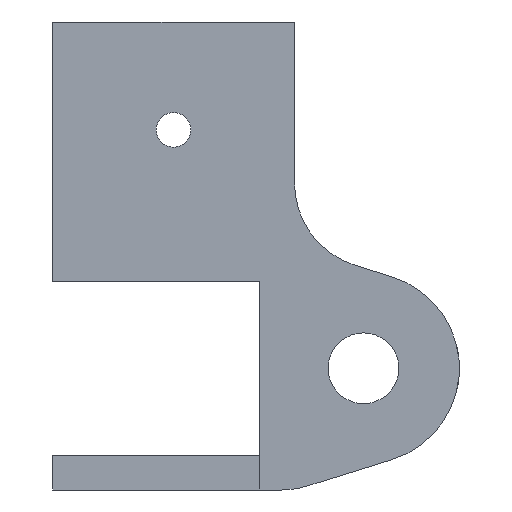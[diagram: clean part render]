
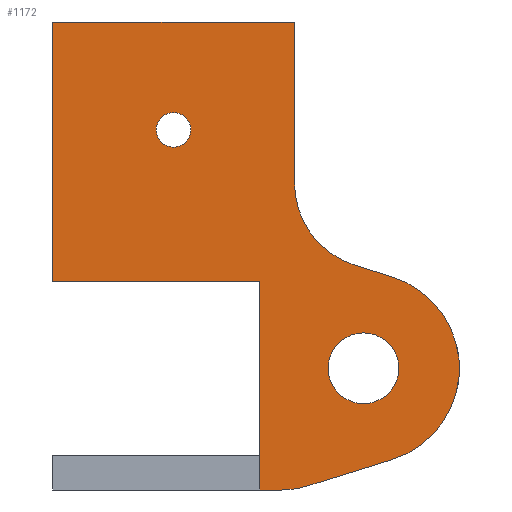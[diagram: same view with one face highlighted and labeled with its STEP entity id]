
A CAD part, front view. The second image highlights one B-rep face of the part: STEP entity #1172.
In plain terms, the highlighted planar face has unit normal (0, -1, 0).
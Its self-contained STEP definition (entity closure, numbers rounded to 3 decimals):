
#12 = ORIENTED_EDGE ( 'NONE', *, *, #772, .F. ) ;
#14 = CARTESIAN_POINT ( 'NONE',  ( 0., 0., -30. ) ) ;
#27 = CARTESIAN_POINT ( 'NONE',  ( 39.286, 0., -29.497 ) ) ;
#42 = ORIENTED_EDGE ( 'NONE', *, *, #802, .T. ) ;
#66 = DIRECTION ( 'NONE',  ( 0., 1., 0. ) ) ;
#76 = ORIENTED_EDGE ( 'NONE', *, *, #439, .F. ) ;
#77 = DIRECTION ( 'NONE',  ( -0.955, 0., 0.296 ) ) ;
#79 = DIRECTION ( 'NONE',  ( 0., -1., 0. ) ) ;
#85 = VERTEX_POINT ( 'NONE', #107 ) ;
#92 = CARTESIAN_POINT ( 'NONE',  ( 14., 0., -12.5 ) ) ;
#101 = DIRECTION ( 'NONE',  ( 0., 0., 1. ) ) ;
#105 = CARTESIAN_POINT ( 'NONE',  ( 36., 0., -40.1 ) ) ;
#107 = CARTESIAN_POINT ( 'NONE',  ( 0., 0., 0. ) ) ;
#126 = VECTOR ( 'NONE', #224, 1000. ) ;
#133 = EDGE_CURVE ( 'NONE', #1095, #884, #210, .T. ) ;
#139 = ORIENTED_EDGE ( 'NONE', *, *, #870, .F. ) ;
#148 = CARTESIAN_POINT ( 'NONE',  ( 0., 0., -54.2 ) ) ;
#154 = VERTEX_POINT ( 'NONE', #227 ) ;
#164 = CARTESIAN_POINT ( 'NONE',  ( 24., 0., 0. ) ) ;
#168 = EDGE_LOOP ( 'NONE', ( #42, #851 ) ) ;
#184 = VECTOR ( 'NONE', #77, 1000. ) ;
#210 = CIRCLE ( 'NONE', #985, 11.1 ) ;
#224 = DIRECTION ( 'NONE',  ( 1., 0., 0. ) ) ;
#225 = AXIS2_PLACEMENT_3D ( 'NONE', #105, #872, #101 ) ;
#226 = VECTOR ( 'NONE', #266, 1000. ) ;
#227 = CARTESIAN_POINT ( 'NONE',  ( 26.486, 0., -54.2 ) ) ;
#228 = AXIS2_PLACEMENT_3D ( 'NONE', #92, #845, #1215 ) ;
#237 = LINE ( 'NONE', #812, #126 ) ;
#257 = DIRECTION ( 'NONE',  ( -1., 0., 0. ) ) ;
#261 = ORIENTED_EDGE ( 'NONE', *, *, #133, .F. ) ;
#264 = CARTESIAN_POINT ( 'NONE',  ( 0., 0., 0. ) ) ;
#266 = DIRECTION ( 'NONE',  ( 0., 0., -1. ) ) ;
#268 = VERTEX_POINT ( 'NONE', #652 ) ;
#270 = DIRECTION ( 'NONE',  ( 0., 0., 1. ) ) ;
#275 = VERTEX_POINT ( 'NONE', #544 ) ;
#285 = EDGE_CURVE ( 'NONE', #275, #268, #764, .T. ) ;
#289 = CARTESIAN_POINT ( 'NONE',  ( 24., 0., 0. ) ) ;
#292 = ORIENTED_EDGE ( 'NONE', *, *, #1158, .T. ) ;
#294 = CARTESIAN_POINT ( 'NONE',  ( 0., 0., -30. ) ) ;
#324 = EDGE_CURVE ( 'NONE', #639, #977, #548, .T. ) ;
#327 = VECTOR ( 'NONE', #257, 1000. ) ;
#338 = DIRECTION ( 'NONE',  ( 0.955, 0., 0.296 ) ) ;
#348 = LINE ( 'NONE', #1194, #374 ) ;
#351 = CIRCLE ( 'NONE', #854, 4.1 ) ;
#357 = CARTESIAN_POINT ( 'NONE',  ( 28., 0., 0. ) ) ;
#362 = LINE ( 'NONE', #899, #184 ) ;
#365 = CARTESIAN_POINT ( 'NONE',  ( 38., 0., -18.63 ) ) ;
#374 = VECTOR ( 'NONE', #1092, 1000. ) ;
#380 = CARTESIAN_POINT ( 'NONE',  ( 14., 0., -14.5 ) ) ;
#390 = ORIENTED_EDGE ( 'NONE', *, *, #285, .T. ) ;
#403 = EDGE_CURVE ( 'NONE', #644, #1052, #761, .T. ) ;
#439 = EDGE_CURVE ( 'NONE', #85, #795, #237, .T. ) ;
#446 = PLANE ( 'NONE',  #677 ) ;
#456 = EDGE_CURVE ( 'NONE', #1052, #644, #351, .T. ) ;
#463 = DIRECTION ( 'NONE',  ( 0., 0., 1. ) ) ;
#469 = ORIENTED_EDGE ( 'NONE', *, *, #473, .F. ) ;
#473 = EDGE_CURVE ( 'NONE', #154, #559, #720, .T. ) ;
#477 = DIRECTION ( 'NONE',  ( 0., 1., 0. ) ) ;
#479 = DIRECTION ( 'NONE',  ( 0., 1., 0. ) ) ;
#491 = DIRECTION ( 'NONE',  ( 0., 0., 1. ) ) ;
#504 = VERTEX_POINT ( 'NONE', #1009 ) ;
#513 = EDGE_CURVE ( 'NONE', #903, #884, #542, .T. ) ;
#534 = ORIENTED_EDGE ( 'NONE', *, *, #924, .F. ) ;
#542 = LINE ( 'NONE', #1109, #1089 ) ;
#544 = CARTESIAN_POINT ( 'NONE',  ( 35.04, 0., -28.182 ) ) ;
#548 = CIRCLE ( 'NONE', #228, 2. ) ;
#552 = CARTESIAN_POINT ( 'NONE',  ( 39.286, 0., -50.703 ) ) ;
#559 = VERTEX_POINT ( 'NONE', #893 ) ;
#570 = ORIENTED_EDGE ( 'NONE', *, *, #456, .T. ) ;
#593 = EDGE_CURVE ( 'NONE', #649, #904, #843, .T. ) ;
#594 = ORIENTED_EDGE ( 'NONE', *, *, #593, .F. ) ;
#606 = CARTESIAN_POINT ( 'NONE',  ( 14., 0., -10.5 ) ) ;
#611 = FACE_OUTER_BOUND ( 'NONE', #1164, .T. ) ;
#624 = ORIENTED_EDGE ( 'NONE', *, *, #403, .T. ) ;
#628 = DIRECTION ( 'NONE',  ( 0., 1., 0. ) ) ;
#639 = VERTEX_POINT ( 'NONE', #380 ) ;
#644 = VERTEX_POINT ( 'NONE', #753 ) ;
#649 = VERTEX_POINT ( 'NONE', #1120 ) ;
#652 = CARTESIAN_POINT ( 'NONE',  ( 28., 0., -18.63 ) ) ;
#677 = AXIS2_PLACEMENT_3D ( 'NONE', #264, #978, #270 ) ;
#679 = AXIS2_PLACEMENT_3D ( 'NONE', #922, #79, #463 ) ;
#681 = CARTESIAN_POINT ( 'NONE',  ( 36., 0., -36. ) ) ;
#720 = LINE ( 'NONE', #148, #327 ) ;
#726 = ORIENTED_EDGE ( 'NONE', *, *, #513, .T. ) ;
#735 = FACE_BOUND ( 'NONE', #168, .T. ) ;
#751 = DIRECTION ( 'NONE',  ( 0., 0., 1. ) ) ;
#753 = CARTESIAN_POINT ( 'NONE',  ( 36., 0., -44.2 ) ) ;
#761 = CIRCLE ( 'NONE', #225, 4.1 ) ;
#763 = VECTOR ( 'NONE', #491, 1000. ) ;
#764 = CIRCLE ( 'NONE', #1130, 10. ) ;
#772 = EDGE_CURVE ( 'NONE', #504, #649, #1003, .T. ) ;
#782 = EDGE_CURVE ( 'NONE', #904, #85, #348, .T. ) ;
#795 = VERTEX_POINT ( 'NONE', #357 ) ;
#802 = EDGE_CURVE ( 'NONE', #977, #639, #1189, .T. ) ;
#812 = CARTESIAN_POINT ( 'NONE',  ( 0., 0., 0. ) ) ;
#821 = LINE ( 'NONE', #914, #226 ) ;
#843 = LINE ( 'NONE', #294, #1010 ) ;
#845 = DIRECTION ( 'NONE',  ( 0., 1., 0. ) ) ;
#849 = CARTESIAN_POINT ( 'NONE',  ( 29.446, 0., -53.752 ) ) ;
#851 = ORIENTED_EDGE ( 'NONE', *, *, #324, .T. ) ;
#854 = AXIS2_PLACEMENT_3D ( 'NONE', #1072, #479, #1039 ) ;
#862 = ORIENTED_EDGE ( 'NONE', *, *, #897, .T. ) ;
#870 = EDGE_CURVE ( 'NONE', #795, #268, #821, .T. ) ;
#872 = DIRECTION ( 'NONE',  ( 0., 1., 0. ) ) ;
#884 = VERTEX_POINT ( 'NONE', #552 ) ;
#893 = CARTESIAN_POINT ( 'NONE',  ( 24., 0., -54.2 ) ) ;
#897 = EDGE_CURVE ( 'NONE', #154, #903, #969, .T. ) ;
#899 = CARTESIAN_POINT ( 'NONE',  ( -4.898, 0., -15.805 ) ) ;
#903 = VERTEX_POINT ( 'NONE', #849 ) ;
#904 = VERTEX_POINT ( 'NONE', #14 ) ;
#908 = DIRECTION ( 'NONE',  ( 0., 0., 1. ) ) ;
#914 = CARTESIAN_POINT ( 'NONE',  ( 28., 0., 0. ) ) ;
#922 = CARTESIAN_POINT ( 'NONE',  ( 26.486, 0., -44.2 ) ) ;
#924 = EDGE_CURVE ( 'NONE', #559, #504, #1036, .T. ) ;
#934 = VECTOR ( 'NONE', #908, 1000. ) ;
#949 = DIRECTION ( 'NONE',  ( -1., 0., 0. ) ) ;
#969 = CIRCLE ( 'NONE', #679, 10. ) ;
#977 = VERTEX_POINT ( 'NONE', #606 ) ;
#978 = DIRECTION ( 'NONE',  ( 0., 1., 0. ) ) ;
#983 = EDGE_LOOP ( 'NONE', ( #624, #570 ) ) ;
#985 = AXIS2_PLACEMENT_3D ( 'NONE', #1077, #66, #1177 ) ;
#1003 = LINE ( 'NONE', #164, #934 ) ;
#1009 = CARTESIAN_POINT ( 'NONE',  ( 24., 0., -50.2 ) ) ;
#1010 = VECTOR ( 'NONE', #949, 1000. ) ;
#1036 = LINE ( 'NONE', #289, #763 ) ;
#1039 = DIRECTION ( 'NONE',  ( 0., 0., 1. ) ) ;
#1052 = VERTEX_POINT ( 'NONE', #681 ) ;
#1072 = CARTESIAN_POINT ( 'NONE',  ( 36., 0., -40.1 ) ) ;
#1077 = CARTESIAN_POINT ( 'NONE',  ( 36., 0., -40.1 ) ) ;
#1084 = DIRECTION ( 'NONE',  ( 0., 0., 1. ) ) ;
#1088 = ORIENTED_EDGE ( 'NONE', *, *, #782, .F. ) ;
#1089 = VECTOR ( 'NONE', #338, 1000. ) ;
#1092 = DIRECTION ( 'NONE',  ( 0., 0., 1. ) ) ;
#1095 = VERTEX_POINT ( 'NONE', #27 ) ;
#1103 = FACE_BOUND ( 'NONE', #983, .T. ) ;
#1109 = CARTESIAN_POINT ( 'NONE',  ( 17.778, 0., -57.368 ) ) ;
#1110 = AXIS2_PLACEMENT_3D ( 'NONE', #1112, #628, #1084 ) ;
#1112 = CARTESIAN_POINT ( 'NONE',  ( 14., 0., -12.5 ) ) ;
#1120 = CARTESIAN_POINT ( 'NONE',  ( 24., 0., -30. ) ) ;
#1130 = AXIS2_PLACEMENT_3D ( 'NONE', #365, #477, #751 ) ;
#1158 = EDGE_CURVE ( 'NONE', #1095, #275, #362, .T. ) ;
#1164 = EDGE_LOOP ( 'NONE', ( #534, #469, #862, #726, #261, #292, #390, #139, #76, #1088, #594, #12 ) ) ;
#1172 = ADVANCED_FACE ( 'NONE', ( #1103, #735, #611 ), #446, .F. ) ;
#1177 = DIRECTION ( 'NONE',  ( 0., 0., 1. ) ) ;
#1189 = CIRCLE ( 'NONE', #1110, 2. ) ;
#1194 = CARTESIAN_POINT ( 'NONE',  ( 0., 0., 0. ) ) ;
#1215 = DIRECTION ( 'NONE',  ( 0., 0., 1. ) ) ;
